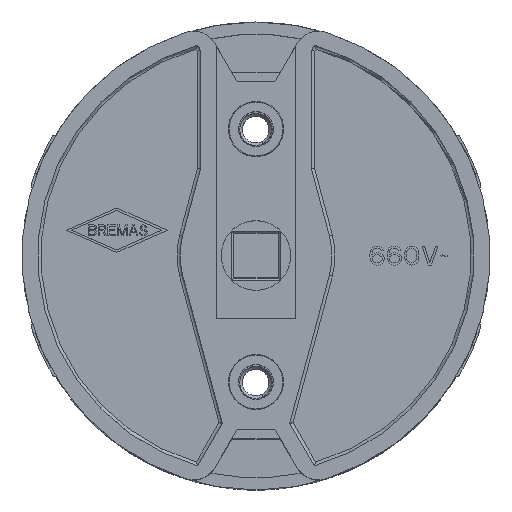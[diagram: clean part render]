
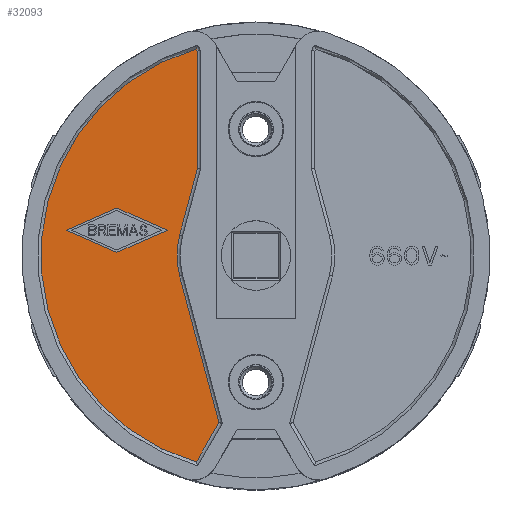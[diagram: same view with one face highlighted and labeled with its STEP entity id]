
A CAD part, top view. The second image highlights one B-rep face of the part: STEP entity #32093.
In plain terms, the highlighted face is planar.
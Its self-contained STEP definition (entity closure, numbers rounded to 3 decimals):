
#24451=DIRECTION('',(0.,-1.,0.));
#24452=VECTOR('',#24451,18.55);
#24453=CARTESIAN_POINT('',(9.25,32.325,3.));
#24454=LINE('',#24453,#24452);
#24455=DIRECTION('',(0.259,-0.966,0.));
#24456=VECTOR('',#24455,10.911);
#24457=CARTESIAN_POINT('',(9.25,13.775,3.));
#24458=LINE('',#24457,#24456);
#24459=CARTESIAN_POINT('',(0.,0.,3.));
#24460=DIRECTION('',(0.,0.,-1.));
#24461=DIRECTION('',(0.966,0.259,0.));
#24462=AXIS2_PLACEMENT_3D('',#24459,#24460,#24461);
#24464=DIRECTION('',(-0.259,-0.966,0.));
#24465=VECTOR('',#24464,24.029);
#24466=CARTESIAN_POINT('',(12.074,-3.235,3.));
#24467=LINE('',#24466,#24465);
#24468=DIRECTION('',(0.5,-0.866,0.));
#24469=VECTOR('',#24468,7.179);
#24470=CARTESIAN_POINT('',(5.855,-26.445,3.));
#24471=LINE('',#24470,#24469);
#24472=CARTESIAN_POINT('',(0.,0.,3.));
#24473=DIRECTION('',(0.,0.,1.));
#24474=DIRECTION('',(0.278,-0.961,0.));
#24475=AXIS2_PLACEMENT_3D('',#24472,#24473,#24474);
#24477=DIRECTION('',(-0.5,-0.866,0.));
#24478=VECTOR('',#24477,0.389);
#24479=CARTESIAN_POINT('',(9.444,32.662,3.));
#24480=LINE('',#24479,#24478);
#24511=DIRECTION('',(-0.916,-0.401,0.));
#24512=VECTOR('',#24511,8.732);
#24513=CARTESIAN_POINT('',(30.,4.,3.));
#24514=LINE('',#24513,#24512);
#24515=DIRECTION('',(-0.916,0.401,0.));
#24516=VECTOR('',#24515,8.732);
#24517=CARTESIAN_POINT('',(22.,0.5,3.));
#24518=LINE('',#24517,#24516);
#24519=DIRECTION('',(0.916,0.401,0.));
#24520=VECTOR('',#24519,8.732);
#24521=CARTESIAN_POINT('',(14.,4.,3.));
#24522=LINE('',#24521,#24520);
#24523=DIRECTION('',(0.916,-0.401,0.));
#24524=VECTOR('',#24523,8.732);
#24525=CARTESIAN_POINT('',(22.,7.5,3.));
#24526=LINE('',#24525,#24524);
#29243=CARTESIAN_POINT('',(9.25,32.325,3.));
#29244=CARTESIAN_POINT('',(9.25,13.775,3.));
#29245=VERTEX_POINT('',#29243);
#29246=VERTEX_POINT('',#29244);
#29249=CARTESIAN_POINT('',(9.444,32.662,3.));
#29250=VERTEX_POINT('',#29249);
#29251=CARTESIAN_POINT('',(9.444,-32.662,3.));
#29252=VERTEX_POINT('',#29251);
#29255=CARTESIAN_POINT('',(5.855,-26.445,3.));
#29256=VERTEX_POINT('',#29255);
#29261=CARTESIAN_POINT('',(12.074,3.235,3.));
#29262=VERTEX_POINT('',#29261);
#29263=CARTESIAN_POINT('',(12.074,-3.235,3.));
#29264=VERTEX_POINT('',#29263);
#29979=CARTESIAN_POINT('',(30.,4.,3.));
#29980=CARTESIAN_POINT('',(22.,0.5,3.));
#29981=VERTEX_POINT('',#29979);
#29982=VERTEX_POINT('',#29980);
#29983=CARTESIAN_POINT('',(14.,4.,3.));
#29984=VERTEX_POINT('',#29983);
#29985=CARTESIAN_POINT('',(22.,7.5,3.));
#29986=VERTEX_POINT('',#29985);
#32063=CARTESIAN_POINT('',(0.,0.,3.));
#32064=DIRECTION('',(0.,0.,-1.));
#32065=DIRECTION('',(-1.,0.,0.));
#32066=AXIS2_PLACEMENT_3D('',#32063,#32064,#32065);
#32067=PLANE('',#32066);
#32069=ORIENTED_EDGE('',*,*,#32068,.T.);
#32071=ORIENTED_EDGE('',*,*,#32070,.T.);
#32073=ORIENTED_EDGE('',*,*,#32072,.T.);
#32075=ORIENTED_EDGE('',*,*,#32074,.T.);
#32076=ORIENTED_EDGE('',*,*,#32053,.T.);
#32078=ORIENTED_EDGE('',*,*,#32077,.T.);
#32080=ORIENTED_EDGE('',*,*,#32079,.T.);
#32081=EDGE_LOOP('',(#32069,#32071,#32073,#32075,#32076,#32078,#32080));
#32082=FACE_OUTER_BOUND('',#32081,.F.);
#32084=ORIENTED_EDGE('',*,*,#32083,.T.);
#32086=ORIENTED_EDGE('',*,*,#32085,.T.);
#32088=ORIENTED_EDGE('',*,*,#32087,.T.);
#32090=ORIENTED_EDGE('',*,*,#32089,.T.);
#32091=EDGE_LOOP('',(#32084,#32086,#32088,#32090));
#32092=FACE_BOUND('',#32091,.F.);
#32093=ADVANCED_FACE('',(#32082,#32092),#32067,.T.);
#24463=CIRCLE('',#24462,12.5);
#24476=CIRCLE('',#24475,34.);
#32053=EDGE_CURVE('',#29256,#29252,#24471,.T.);
#32068=EDGE_CURVE('',#29245,#29246,#24454,.T.);
#32070=EDGE_CURVE('',#29246,#29262,#24458,.T.);
#32072=EDGE_CURVE('',#29262,#29264,#24463,.T.);
#32074=EDGE_CURVE('',#29264,#29256,#24467,.T.);
#32077=EDGE_CURVE('',#29252,#29250,#24476,.T.);
#32079=EDGE_CURVE('',#29250,#29245,#24480,.T.);
#32083=EDGE_CURVE('',#29981,#29982,#24514,.T.);
#32085=EDGE_CURVE('',#29982,#29984,#24518,.T.);
#32087=EDGE_CURVE('',#29984,#29986,#24522,.T.);
#32089=EDGE_CURVE('',#29986,#29981,#24526,.T.);
